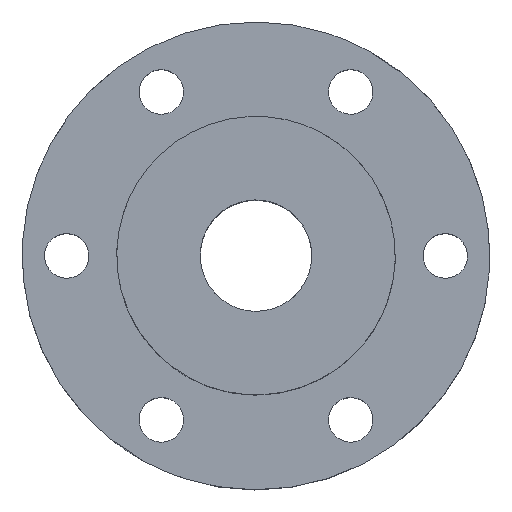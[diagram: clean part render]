
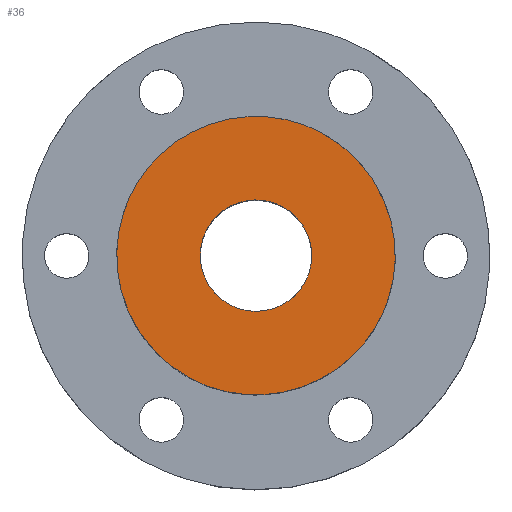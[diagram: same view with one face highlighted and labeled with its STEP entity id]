
A CAD part, top view. The second image highlights one B-rep face of the part: STEP entity #36.
In plain terms, the highlighted planar face has unit normal (0, 0, 1).
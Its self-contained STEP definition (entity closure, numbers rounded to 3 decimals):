
#18=FACE_BOUND('',#79,.T.);
#36=ADVANCED_FACE('',(#57,#18),#363,.T.);
#57=FACE_OUTER_BOUND('',#78,.T.);
#78=EDGE_LOOP('',(#123,#124));
#79=EDGE_LOOP('',(#125,#126));
#123=ORIENTED_EDGE('',*,*,#250,.F.);
#124=ORIENTED_EDGE('',*,*,#222,.F.);
#125=ORIENTED_EDGE('',*,*,#226,.T.);
#126=ORIENTED_EDGE('',*,*,#254,.T.);
#222=EDGE_CURVE('',#329,#347,#293,.T.);
#226=EDGE_CURVE('',#332,#349,#296,.T.);
#250=EDGE_CURVE('',#347,#329,#311,.T.);
#254=EDGE_CURVE('',#349,#332,#314,.T.);
#293=(
BOUNDED_CURVE()
B_SPLINE_CURVE(2,(#684,#685,#686,#687,#688),.UNSPECIFIED.,.F.,.F.)
B_SPLINE_CURVE_WITH_KNOTS((3,2,3),(0.,19.635,39.27),
 .UNSPECIFIED.)
CURVE()
GEOMETRIC_REPRESENTATION_ITEM()
RATIONAL_B_SPLINE_CURVE((1.,0.707,1.,0.707,1.))
REPRESENTATION_ITEM('')
);
#296=(
BOUNDED_CURVE()
B_SPLINE_CURVE(2,(#701,#702,#703,#704,#705),.UNSPECIFIED.,.F.,.F.)
B_SPLINE_CURVE_WITH_KNOTS((3,2,3),(-31.416,-23.562,
-15.708),.UNSPECIFIED.)
CURVE()
GEOMETRIC_REPRESENTATION_ITEM()
RATIONAL_B_SPLINE_CURVE((1.,0.707,1.,0.707,1.))
REPRESENTATION_ITEM('')
);
#311=(
BOUNDED_CURVE()
B_SPLINE_CURVE(2,(#794,#795,#796,#797,#798),.UNSPECIFIED.,.F.,.F.)
B_SPLINE_CURVE_WITH_KNOTS((3,2,3),(39.27,58.905,78.54),
 .UNSPECIFIED.)
CURVE()
GEOMETRIC_REPRESENTATION_ITEM()
RATIONAL_B_SPLINE_CURVE((1.,0.707,1.,0.707,1.))
REPRESENTATION_ITEM('')
);
#314=(
BOUNDED_CURVE()
B_SPLINE_CURVE(2,(#811,#812,#813,#814,#815),.UNSPECIFIED.,.F.,.F.)
B_SPLINE_CURVE_WITH_KNOTS((3,2,3),(-15.708,-7.854,0.),
 .UNSPECIFIED.)
CURVE()
GEOMETRIC_REPRESENTATION_ITEM()
RATIONAL_B_SPLINE_CURVE((1.,0.707,1.,0.707,1.))
REPRESENTATION_ITEM('')
);
#329=VERTEX_POINT('',#638);
#332=VERTEX_POINT('',#641);
#347=VERTEX_POINT('',#656);
#349=VERTEX_POINT('',#658);
#363=PLANE('',#564);
#564=AXIS2_PLACEMENT_3D('',#618,#591,$);
#591=DIRECTION('',(0.,0.,1.));
#618=CARTESIAN_POINT('',(-20.475,20.475,25.));
#638=CARTESIAN_POINT('',(-5.993,-10.97,25.));
#641=CARTESIAN_POINT('',(-2.397,-4.388,25.));
#656=CARTESIAN_POINT('',(5.993,10.97,25.));
#658=CARTESIAN_POINT('',(2.397,4.388,25.));
#684=CARTESIAN_POINT('',(-5.993,-10.97,25.));
#685=CARTESIAN_POINT('',(-16.963,-4.977,25.));
#686=CARTESIAN_POINT('',(-10.97,5.993,25.));
#687=CARTESIAN_POINT('',(-4.977,16.963,25.));
#688=CARTESIAN_POINT('',(5.993,10.97,25.));
#701=CARTESIAN_POINT('',(-2.397,-4.388,25.));
#702=CARTESIAN_POINT('',(-6.785,-1.991,25.));
#703=CARTESIAN_POINT('',(-4.388,2.397,25.));
#704=CARTESIAN_POINT('',(-1.991,6.785,25.));
#705=CARTESIAN_POINT('',(2.397,4.388,25.));
#794=CARTESIAN_POINT('',(5.993,10.97,25.));
#795=CARTESIAN_POINT('',(16.963,4.977,25.));
#796=CARTESIAN_POINT('',(10.97,-5.993,25.));
#797=CARTESIAN_POINT('',(4.977,-16.963,25.));
#798=CARTESIAN_POINT('',(-5.993,-10.97,25.));
#811=CARTESIAN_POINT('',(2.397,4.388,25.));
#812=CARTESIAN_POINT('',(6.785,1.991,25.));
#813=CARTESIAN_POINT('',(4.388,-2.397,25.));
#814=CARTESIAN_POINT('',(1.991,-6.785,25.));
#815=CARTESIAN_POINT('',(-2.397,-4.388,25.));
